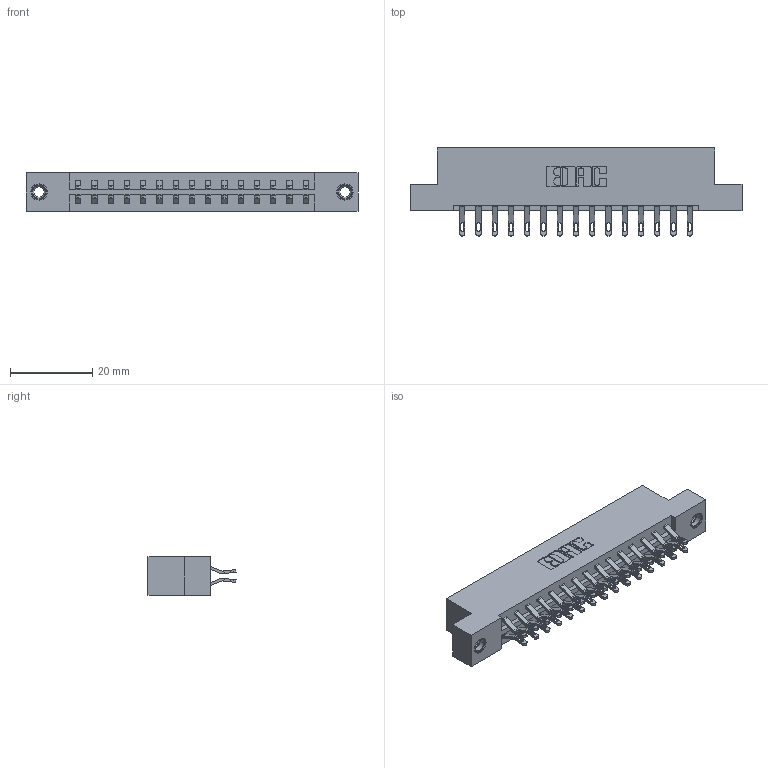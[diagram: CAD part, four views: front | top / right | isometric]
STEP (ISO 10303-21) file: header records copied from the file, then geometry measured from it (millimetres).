
FILE_DESCRIPTION (( 'STEP AP203' ), '1' );
FILE_NAME ('833-030-555-207.STEP', '2020-06-02T13:56:35', ( '' ), ( '' ), 'SwSTEP 2.0', 'SolidWorks 2020', '' );
FILE_SCHEMA (( 'CONFIG_CONTROL_DESIGN' ));
Length unit declared in the file: inch
Products named in the file (4): 345-250-001_345-250-005-103; 833 Part_Flush - .156 Dia - TI; 833-030-555-207; 345-292-001_555 Tail
Assembly tree (33 placements, depth 2):
  833-030-555-207
    833 Part_Flush - .156 Dia - TI
    345-292-001_555 Tail  x30
    345-250-001_345-250-005-103  x2
Bounding box: 80.98 x 21.47 x 9.4 mm (x, y, z)
Volume: 8088.1 mm3; surface area: 9631.6 mm2
Topology: 33 solids, 33 shells, 1914 faces, 5937 edges, 3950 vertices
Faces by surface type: plane 1122, cylinder 776, cone 12, torus 4
Entity records: 14654 total; most frequent: CARTESIAN_POINT 2479, ORIENTED_EDGE 2378, DIRECTION 2167, EDGE_CURVE 1189, LINE 1021, VECTOR 1021, VERTEX_POINT 788, AXIS2_PLACEMENT_3D 573
